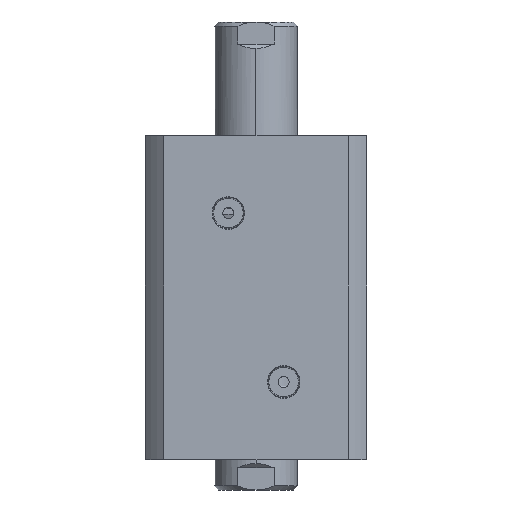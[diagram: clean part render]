
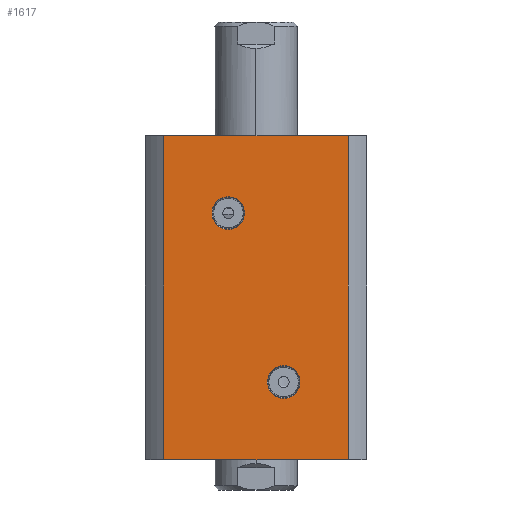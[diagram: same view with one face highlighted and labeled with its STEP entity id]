
A CAD part, left-side view. The second image highlights one B-rep face of the part: STEP entity #1617.
In plain terms, the highlighted planar face has unit normal (-1, 0, 0).
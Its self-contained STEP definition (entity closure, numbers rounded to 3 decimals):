
#13 = DIRECTION ( 'NONE',  ( -1., 0., 0. ) ) ;
#129 = VECTOR ( 'NONE', #5738, 1000. ) ;
#423 = CARTESIAN_POINT ( 'NONE',  ( -40., -33.226, -58.5 ) ) ;
#710 = LINE ( 'NONE', #8680, #1738 ) ;
#788 = AXIS2_PLACEMENT_3D ( 'NONE', #6888, #8408, #6805 ) ;
#862 = AXIS2_PLACEMENT_3D ( 'NONE', #17907, #7988, #12436 ) ;
#923 = AXIS2_PLACEMENT_3D ( 'NONE', #8335, #15007, #19854 ) ;
#949 = AXIS2_PLACEMENT_3D ( 'NONE', #14916, #13, #13235 ) ;
#1617 = ADVANCED_FACE ( 'NONE', ( #14288, #19202, #5495 ), #6666, .F. ) ;
#1738 = VECTOR ( 'NONE', #7299, 1000. ) ;
#2757 = CARTESIAN_POINT ( 'NONE',  ( -40., 10., 24.615 ) ) ;
#2853 = CARTESIAN_POINT ( 'NONE',  ( -40., -10., -24.615 ) ) ;
#3090 = EDGE_CURVE ( 'NONE', #12441, #13065, #7993, .T. ) ;
#3345 = EDGE_CURVE ( 'NONE', #20720, #20404, #8262, .T. ) ;
#3374 = EDGE_CURVE ( 'NONE', #5701, #12123, #20454, .T. ) ;
#3470 = DIRECTION ( 'NONE',  ( 0., 0., -1. ) ) ;
#3500 = CIRCLE ( 'NONE', #923, 5.885 ) ;
#4122 = DIRECTION ( 'NONE',  ( 0., -1., 0. ) ) ;
#4236 = LINE ( 'NONE', #14173, #11738 ) ;
#4778 = ORIENTED_EDGE ( 'NONE', *, *, #3090, .F. ) ;
#5495 = FACE_OUTER_BOUND ( 'NONE', #18280, .T. ) ;
#5596 = ORIENTED_EDGE ( 'NONE', *, *, #3374, .T. ) ;
#5666 = CARTESIAN_POINT ( 'NONE',  ( -40., 33.226, 58.5 ) ) ;
#5701 = VERTEX_POINT ( 'NONE', #20918 ) ;
#5738 = DIRECTION ( 'NONE',  ( 0., -1., 0. ) ) ;
#6666 = PLANE ( 'NONE',  #788 ) ;
#6805 = DIRECTION ( 'NONE',  ( 0., 0., -1. ) ) ;
#6888 = CARTESIAN_POINT ( 'NONE',  ( -40., 33.226, 58.5 ) ) ;
#7052 = ORIENTED_EDGE ( 'NONE', *, *, #10974, .T. ) ;
#7120 = ORIENTED_EDGE ( 'NONE', *, *, #16048, .F. ) ;
#7299 = DIRECTION ( 'NONE',  ( 0., 0., -1. ) ) ;
#7988 = DIRECTION ( 'NONE',  ( -1., 0., 0. ) ) ;
#7993 = CIRCLE ( 'NONE', #13209, 5.885 ) ;
#8262 = CIRCLE ( 'NONE', #949, 5.885 ) ;
#8335 = CARTESIAN_POINT ( 'NONE',  ( -40., -10., -30.5 ) ) ;
#8408 = DIRECTION ( 'NONE',  ( 1., 0., 0. ) ) ;
#8511 = DIRECTION ( 'NONE',  ( -1., 0., 0. ) ) ;
#8680 = CARTESIAN_POINT ( 'NONE',  ( -40., -33.226, 58.5 ) ) ;
#8898 = ORIENTED_EDGE ( 'NONE', *, *, #17531, .F. ) ;
#9760 = CIRCLE ( 'NONE', #862, 5.885 ) ;
#10077 = CARTESIAN_POINT ( 'NONE',  ( -40., 33.226, 58.5 ) ) ;
#10217 = EDGE_LOOP ( 'NONE', ( #7120, #10569 ) ) ;
#10569 = ORIENTED_EDGE ( 'NONE', *, *, #3345, .F. ) ;
#10974 = EDGE_CURVE ( 'NONE', #12123, #16101, #4236, .T. ) ;
#11394 = ORIENTED_EDGE ( 'NONE', *, *, #11832, .F. ) ;
#11448 = EDGE_LOOP ( 'NONE', ( #4778, #11394 ) ) ;
#11738 = VECTOR ( 'NONE', #4122, 1000. ) ;
#11832 = EDGE_CURVE ( 'NONE', #13065, #12441, #9760, .T. ) ;
#12123 = VERTEX_POINT ( 'NONE', #15312 ) ;
#12436 = DIRECTION ( 'NONE',  ( 0., 0., 1. ) ) ;
#12441 = VERTEX_POINT ( 'NONE', #15867 ) ;
#13065 = VERTEX_POINT ( 'NONE', #2757 ) ;
#13209 = AXIS2_PLACEMENT_3D ( 'NONE', #20161, #8511, #15259 ) ;
#13235 = DIRECTION ( 'NONE',  ( 0., 0., 1. ) ) ;
#14173 = CARTESIAN_POINT ( 'NONE',  ( -40., 33.226, -58.5 ) ) ;
#14288 = FACE_BOUND ( 'NONE', #10217, .T. ) ;
#14859 = ORIENTED_EDGE ( 'NONE', *, *, #20830, .F. ) ;
#14916 = CARTESIAN_POINT ( 'NONE',  ( -40., -10., -30.5 ) ) ;
#15007 = DIRECTION ( 'NONE',  ( -1., 0., 0. ) ) ;
#15259 = DIRECTION ( 'NONE',  ( 0., 0., 1. ) ) ;
#15312 = CARTESIAN_POINT ( 'NONE',  ( -40., 33.226, -58.5 ) ) ;
#15867 = CARTESIAN_POINT ( 'NONE',  ( -40., 10., 36.385 ) ) ;
#16048 = EDGE_CURVE ( 'NONE', #20404, #20720, #3500, .T. ) ;
#16101 = VERTEX_POINT ( 'NONE', #423 ) ;
#16285 = VECTOR ( 'NONE', #3470, 1000. ) ;
#16884 = VERTEX_POINT ( 'NONE', #20137 ) ;
#17531 = EDGE_CURVE ( 'NONE', #16884, #16101, #710, .T. ) ;
#17907 = CARTESIAN_POINT ( 'NONE',  ( -40., 10., 30.5 ) ) ;
#18280 = EDGE_LOOP ( 'NONE', ( #7052, #8898, #14859, #5596 ) ) ;
#18751 = LINE ( 'NONE', #5666, #129 ) ;
#19202 = FACE_BOUND ( 'NONE', #11448, .T. ) ;
#19854 = DIRECTION ( 'NONE',  ( 0., 0., 1. ) ) ;
#20137 = CARTESIAN_POINT ( 'NONE',  ( -40., -33.226, 58.5 ) ) ;
#20161 = CARTESIAN_POINT ( 'NONE',  ( -40., 10., 30.5 ) ) ;
#20404 = VERTEX_POINT ( 'NONE', #2853 ) ;
#20440 = CARTESIAN_POINT ( 'NONE',  ( -40., -10., -36.385 ) ) ;
#20454 = LINE ( 'NONE', #10077, #16285 ) ;
#20720 = VERTEX_POINT ( 'NONE', #20440 ) ;
#20830 = EDGE_CURVE ( 'NONE', #5701, #16884, #18751, .T. ) ;
#20918 = CARTESIAN_POINT ( 'NONE',  ( -40., 33.226, 58.5 ) ) ;
